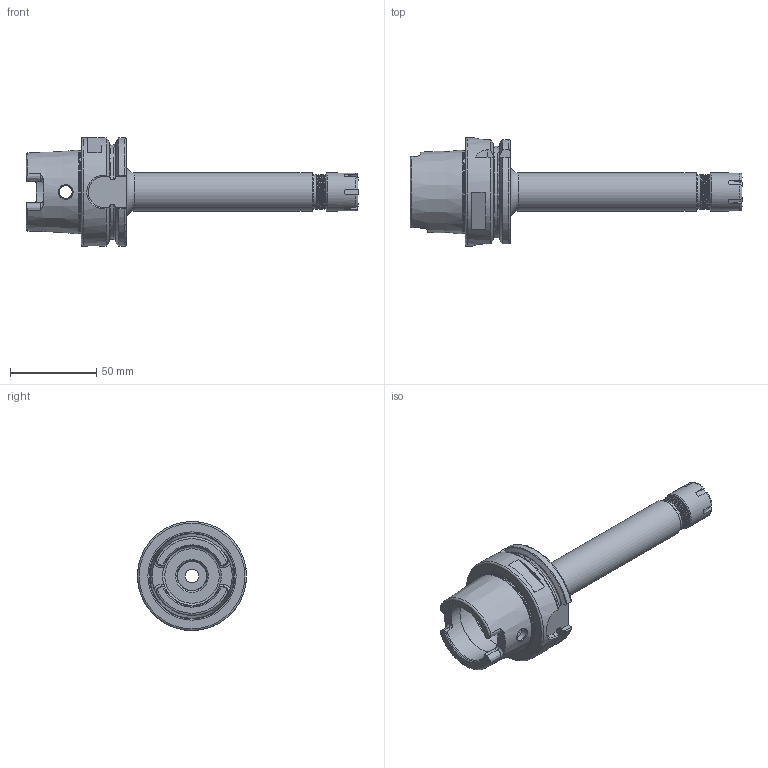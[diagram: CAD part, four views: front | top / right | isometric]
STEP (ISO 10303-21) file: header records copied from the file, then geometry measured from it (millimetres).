
FILE_DESCRIPTION(/* description */ (''),/* implementation_level */ '2;1');
FILE_NAME(/* name */ 'HSK063A-ER16M-160.step',/* time_stamp */ '2024-04-23T10:25:59-05:00',/* author */ (''),/* organization */ (''),/* preprocessor_version */ 'ST-DEVELOPER v20',/* originating_system */ 'Autodesk Translation Framework v12.20.1.177',/* authorisation */ '');
FILE_SCHEMA (('AUTOMOTIVE_DESIGN { 1 0 10303 214 3 1 1 }'));
Length unit declared in the file: millimetre
Products named in the file (2): HSK063A-ER16M-160; NUT ERN16M
Assembly tree (1 placements, depth 2):
  HSK063A-ER16M-160
    NUT ERN16M
Bounding box: 192 x 63 x 63 mm (x, y, z)
Volume: 118563.5 mm3; surface area: 39079.1 mm2
Topology: 2 solids, 2 shells, 324 faces, 904 edges, 594 vertices
Faces by surface type: cylinder 172, plane 74, torus 32, cone 27, bspline 19
Full cylindrical faces by diameter (mm): 7.5 x2, 8 x1, 9.881 x36, 10 x1, 11.113 x38, 11.21 x1, 12.55 x1, 14 x1, 16.3 x1, 17.035 x7, 18 x1, 18.152 x7, 18.5 x1, 18.741 x12, 19 x1, 19.4 x1, 19.884 x13, 22 x2, 34 x2, 40 x1, 48.241 x1, 63 x1
Entity records: 25667 total; most frequent: CARTESIAN_POINT 18058, ORIENTED_EDGE 1808, DIRECTION 1261, EDGE_CURVE 904, VERTEX_POINT 594, AXIS2_PLACEMENT_3D 484, B_SPLINE_CURVE_WITH_KNOTS 410, EDGE_LOOP 342
